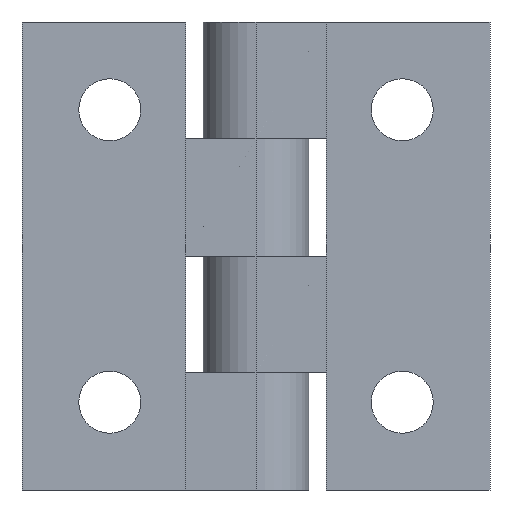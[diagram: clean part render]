
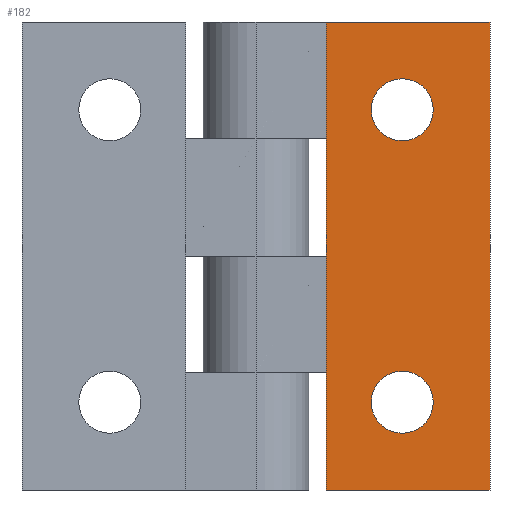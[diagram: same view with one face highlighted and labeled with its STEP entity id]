
A CAD part, front view. The second image highlights one B-rep face of the part: STEP entity #182.
In plain terms, the highlighted planar face has unit normal (0, -1, 0).
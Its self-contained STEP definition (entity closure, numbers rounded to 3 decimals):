
#182=ADVANCED_FACE('',(#409,#410,#411),#412,.T.);
#409=FACE_BOUND('',#688,.T.);
#410=FACE_BOUND('',#689,.T.);
#411=FACE_OUTER_BOUND('',#690,.T.);
#412=PLANE('',#691);
#688=EDGE_LOOP('',(#1174,#1175));
#689=EDGE_LOOP('',(#1176,#1177));
#690=EDGE_LOOP('',(#1178,#1179,#1180,#1181));
#691=AXIS2_PLACEMENT_3D('',#1182,#1183,#1184);
#1174=ORIENTED_EDGE('',*,*,#1667,.T.);
#1175=ORIENTED_EDGE('',*,*,#1685,.T.);
#1176=ORIENTED_EDGE('',*,*,#1648,.T.);
#1177=ORIENTED_EDGE('',*,*,#1710,.T.);
#1178=ORIENTED_EDGE('',*,*,#1782,.T.);
#1179=ORIENTED_EDGE('',*,*,#1779,.F.);
#1180=ORIENTED_EDGE('',*,*,#1783,.F.);
#1181=ORIENTED_EDGE('',*,*,#1784,.T.);
#1182=CARTESIAN_POINT('',(13.0,-5.0,0.0));
#1183=DIRECTION('',(0.,-1.0,0.0));
#1184=DIRECTION('',(1.0,0.,-0.0));
#1648=EDGE_CURVE('',#1964,#1966,#1968,.T.);
#1667=EDGE_CURVE('',#1995,#1997,#1999,.T.);
#1685=EDGE_CURVE('',#1997,#1995,#2025,.T.);
#1710=EDGE_CURVE('',#1966,#1964,#2062,.T.);
#1779=EDGE_CURVE('',#2160,#2162,#2163,.T.);
#1782=EDGE_CURVE('',#2166,#2162,#2167,.T.);
#1783=EDGE_CURVE('',#2168,#2160,#2169,.T.);
#1784=EDGE_CURVE('',#2168,#2166,#2170,.T.);
#1964=VERTEX_POINT('',#2428);
#1966=VERTEX_POINT('',#2431);
#1968=CIRCLE('',#2434,2.65);
#1995=VERTEX_POINT('',#2467);
#1997=VERTEX_POINT('',#2470);
#1999=CIRCLE('',#2473,2.65);
#2025=CIRCLE('',#2503,2.65);
#2062=CIRCLE('',#2552,2.65);
#2160=VERTEX_POINT('',#2693);
#2162=VERTEX_POINT('',#2696);
#2163=LINE('',#2697,#2698);
#2166=VERTEX_POINT('',#2702);
#2167=LINE('',#2703,#2704);
#2168=VERTEX_POINT('',#2705);
#2169=LINE('',#2706,#2707);
#2170=LINE('',#2708,#2709);
#2428=CARTESIAN_POINT('',(9.85,-5.0,7.5));
#2431=CARTESIAN_POINT('',(15.15,-5.0,7.5));
#2434=AXIS2_PLACEMENT_3D('',#3050,#3051,#3052);
#2467=CARTESIAN_POINT('',(9.85,-5.0,32.5));
#2470=CARTESIAN_POINT('',(15.15,-5.0,32.5));
#2473=AXIS2_PLACEMENT_3D('',#3079,#3080,#3081);
#2503=AXIS2_PLACEMENT_3D('',#3110,#3111,#3112);
#2552=AXIS2_PLACEMENT_3D('',#3146,#3147,#3148);
#2693=CARTESIAN_POINT('',(6.0,-5.0,0.0));
#2696=CARTESIAN_POINT('',(6.0,-5.0,40.0));
#2697=CARTESIAN_POINT('',(6.0,-5.0,0.0));
#2698=VECTOR('',#3208,1.0);
#2702=CARTESIAN_POINT('',(20.0,-5.0,40.0));
#2703=CARTESIAN_POINT('',(20.0,-5.0,40.0));
#2704=VECTOR('',#3210,1.0);
#2705=CARTESIAN_POINT('',(20.0,-5.0,0.0));
#2706=CARTESIAN_POINT('',(20.0,-5.0,0.0));
#2707=VECTOR('',#3211,1.0);
#2708=CARTESIAN_POINT('',(20.0,-5.0,0.0));
#2709=VECTOR('',#3212,1.0);
#3050=CARTESIAN_POINT('',(12.5,-5.0,7.5));
#3051=DIRECTION('',(0.,1.0,-0.0));
#3052=DIRECTION('',(-1.0,0.,0.0));
#3079=CARTESIAN_POINT('',(12.5,-5.0,32.5));
#3080=DIRECTION('',(0.,1.0,-0.0));
#3081=DIRECTION('',(-1.0,0.,0.0));
#3110=CARTESIAN_POINT('',(12.5,-5.0,32.5));
#3111=DIRECTION('',(0.,1.0,-0.0));
#3112=DIRECTION('',(-1.0,0.,0.0));
#3146=CARTESIAN_POINT('',(12.5,-5.0,7.5));
#3147=DIRECTION('',(0.,1.0,-0.0));
#3148=DIRECTION('',(-1.0,0.,0.0));
#3208=DIRECTION('',(0.0,0.0,1.0));
#3210=DIRECTION('',(-1.0,0.,0.0));
#3211=DIRECTION('',(-1.0,0.,0.0));
#3212=DIRECTION('',(0.0,0.0,1.0));
